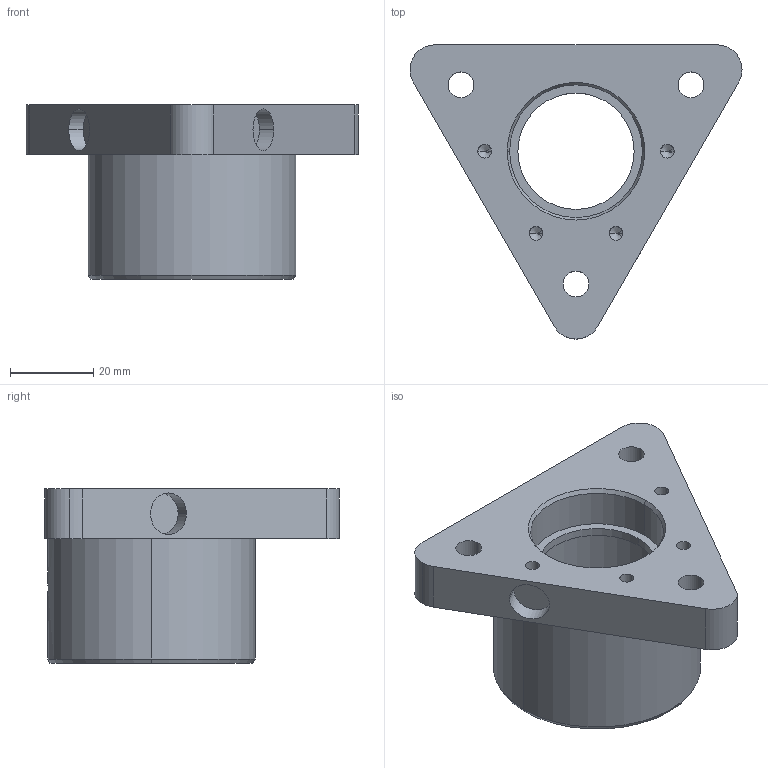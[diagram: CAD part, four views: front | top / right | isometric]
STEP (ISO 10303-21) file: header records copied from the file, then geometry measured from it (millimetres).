
FILE_DESCRIPTION (( 'STEP AP214' ), '1' );
FILE_NAME ('RICCI_USI_010.STEP', '2019-06-20T14:35:08', ( '' ), ( '' ), 'SwSTEP 2.0', 'SolidWorks 2018', '' );
FILE_SCHEMA (( 'AUTOMOTIVE_DESIGN' ));
Length unit declared in the file: millimetre
Products named in the file (1): RICCI_USI_010
Bounding box: 80 x 70.89 x 42 mm (x, y, z)
Volume: 52460.7 mm3; surface area: 19775.1 mm2
Topology: 1 solids, 1 shells, 59 faces, 139 edges, 84 vertices
Faces by surface type: cylinder 34, cone 14, plane 11
Entity records: 1937 total; most frequent: CARTESIAN_POINT 401, DIRECTION 317, ORIENTED_EDGE 262, EDGE_CURVE 131, AXIS2_PLACEMENT_3D 130, VERTEX_POINT 84, EDGE_LOOP 79, CIRCLE 70
